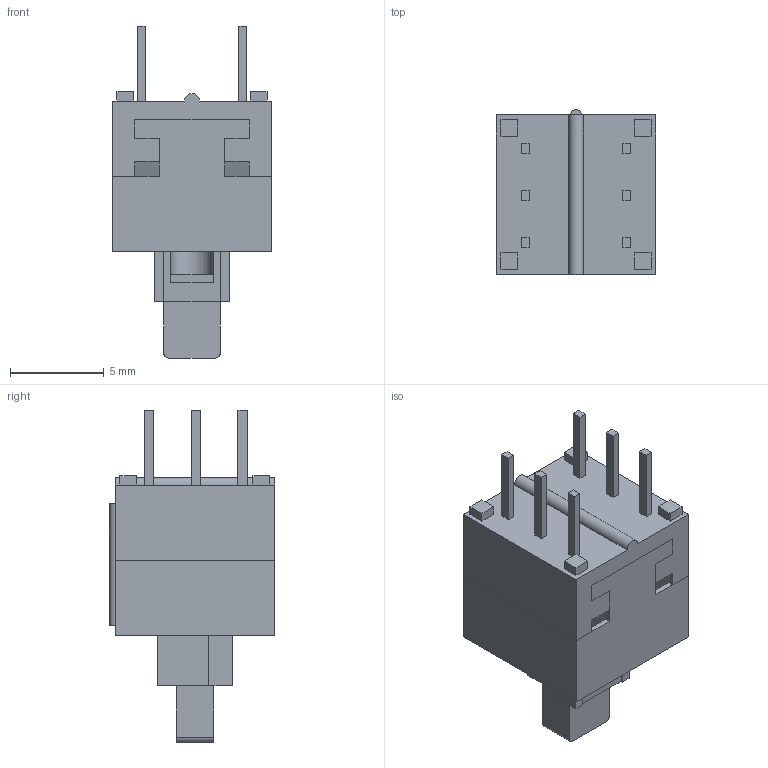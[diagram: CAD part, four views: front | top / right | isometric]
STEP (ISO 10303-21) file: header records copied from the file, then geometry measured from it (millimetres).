
FILE_DESCRIPTION(/* description */ (''),/* implementation_level */ '2;1');
FILE_NAME(/* name */ 'TL2202xxXA.stp',/* time_stamp */ '2025-06-04T10:51:59-05:00',/* author */ ('mroman'),/* organization */ (''),/* preprocessor_version */ 'ST-DEVELOPER v18.1',/* originating_system */ 'Autodesk Inventor 2022',/* authorisation */ '');
FILE_SCHEMA (('AUTOMOTIVE_DESIGN { 1 0 10303 214 3 1 1 }'));
Length unit declared in the file: centimetre
Products named in the file (1): TL2202xxXA
Bounding box: 8.5 x 8.8 x 17.7 mm (x, y, z)
Volume: 400.6 mm3; surface area: 1039.6 mm2
Topology: 1 solids, 1 shells, 209 faces, 567 edges, 376 vertices
Faces by surface type: plane 202, cylinder 7
Entity records: 6490 total; most frequent: CARTESIAN_POINT 1153, ORIENTED_EDGE 1134, DIRECTION 1001, EDGE_CURVE 567, LINE 553, VECTOR 553, VERTEX_POINT 376, EDGE_LOOP 229
